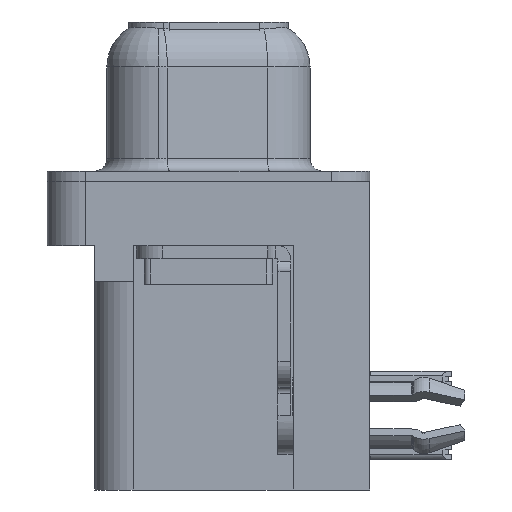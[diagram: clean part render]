
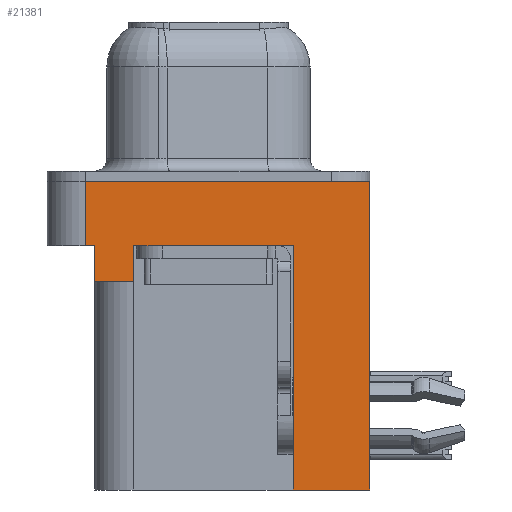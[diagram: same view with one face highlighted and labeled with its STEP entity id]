
A CAD part, left-side view. The second image highlights one B-rep face of the part: STEP entity #21381.
In plain terms, the highlighted planar face has unit normal (-1, 0, 0).
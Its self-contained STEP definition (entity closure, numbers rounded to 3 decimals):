
#201 = CARTESIAN_POINT ( 'NONE',  ( -2.91, -3.295, -12. ) ) ;
#273 = LINE ( 'NONE', #12354, #14364 ) ;
#482 = CARTESIAN_POINT ( 'NONE',  ( -2.91, -6.275, -2.5 ) ) ;
#706 = CARTESIAN_POINT ( 'NONE',  ( -2.91, 4.425, -3.9 ) ) ;
#1098 = CARTESIAN_POINT ( 'NONE',  ( -2.91, 4.775, -2.5 ) ) ;
#1877 = FACE_OUTER_BOUND ( 'NONE', #4685, .T. ) ;
#2172 = DIRECTION ( 'NONE',  ( 0., 1., 0. ) ) ;
#2884 = VECTOR ( 'NONE', #20176, 1000. ) ;
#3076 = LINE ( 'NONE', #3330, #6176 ) ;
#3314 = ORIENTED_EDGE ( 'NONE', *, *, #13331, .T. ) ;
#3330 = CARTESIAN_POINT ( 'NONE',  ( -2.91, 4.775, -2.5 ) ) ;
#3747 = LINE ( 'NONE', #19238, #23765 ) ;
#3819 = ORIENTED_EDGE ( 'NONE', *, *, #6719, .F. ) ;
#4505 = LINE ( 'NONE', #706, #18593 ) ;
#4685 = EDGE_LOOP ( 'NONE', ( #3819, #25171, #3314, #9720, #15423, #16046, #14681, #25386, #7579, #7540 ) ) ;
#4989 = DIRECTION ( 'NONE',  ( 0., 0., 1. ) ) ;
#5018 = EDGE_CURVE ( 'NONE', #20162, #20968, #273, .T. ) ;
#5929 = LINE ( 'NONE', #15997, #15035 ) ;
#6176 = VECTOR ( 'NONE', #4989, 1000. ) ;
#6252 = CARTESIAN_POINT ( 'NONE',  ( -2.91, 2.895, -3.9 ) ) ;
#6719 = EDGE_CURVE ( 'NONE', #7535, #7574, #3747, .T. ) ;
#6770 = VERTEX_POINT ( 'NONE', #13384 ) ;
#7301 = VERTEX_POINT ( 'NONE', #18604 ) ;
#7535 = VERTEX_POINT ( 'NONE', #25679 ) ;
#7540 = ORIENTED_EDGE ( 'NONE', *, *, #22815, .T. ) ;
#7574 = VERTEX_POINT ( 'NONE', #7584 ) ;
#7577 = DIRECTION ( 'NONE',  ( -1., 0., 0. ) ) ;
#7579 = ORIENTED_EDGE ( 'NONE', *, *, #5018, .F. ) ;
#7584 = CARTESIAN_POINT ( 'NONE',  ( -2.91, -6.275, 0. ) ) ;
#7906 = VERTEX_POINT ( 'NONE', #24889 ) ;
#8055 = CARTESIAN_POINT ( 'NONE',  ( -2.91, 4.425, -3.9 ) ) ;
#9585 = CARTESIAN_POINT ( 'NONE',  ( -2.91, -6.275, -2.5 ) ) ;
#9630 = DIRECTION ( 'NONE',  ( 0., -1., 0. ) ) ;
#9720 = ORIENTED_EDGE ( 'NONE', *, *, #23583, .F. ) ;
#9915 = EDGE_CURVE ( 'NONE', #7301, #7906, #4505, .T. ) ;
#10269 = VECTOR ( 'NONE', #20217, 1000. ) ;
#10435 = AXIS2_PLACEMENT_3D ( 'NONE', #9585, #7577, #25508 ) ;
#10449 = EDGE_CURVE ( 'NONE', #6770, #18937, #16382, .T. ) ;
#11303 = LINE ( 'NONE', #17645, #21582 ) ;
#12354 = CARTESIAN_POINT ( 'NONE',  ( -2.91, -3.295, -12. ) ) ;
#12902 = DIRECTION ( 'NONE',  ( 0., 1., 0. ) ) ;
#13331 = EDGE_CURVE ( 'NONE', #17970, #19288, #11303, .T. ) ;
#13384 = CARTESIAN_POINT ( 'NONE',  ( -2.91, 2.895, -2.5 ) ) ;
#13573 = VECTOR ( 'NONE', #18254, 1000. ) ;
#14148 = VECTOR ( 'NONE', #22506, 1000. ) ;
#14364 = VECTOR ( 'NONE', #2172, 1000. ) ;
#14681 = ORIENTED_EDGE ( 'NONE', *, *, #10449, .T. ) ;
#15035 = VECTOR ( 'NONE', #22108, 1000. ) ;
#15207 = EDGE_CURVE ( 'NONE', #7301, #6770, #19644, .T. ) ;
#15423 = ORIENTED_EDGE ( 'NONE', *, *, #9915, .F. ) ;
#15703 = LINE ( 'NONE', #8055, #2884 ) ;
#15997 = CARTESIAN_POINT ( 'NONE',  ( -2.91, -3.295, -12. ) ) ;
#16046 = ORIENTED_EDGE ( 'NONE', *, *, #15207, .T. ) ;
#16382 = LINE ( 'NONE', #482, #13573 ) ;
#17267 = EDGE_CURVE ( 'NONE', #17970, #7535, #3076, .T. ) ;
#17645 = CARTESIAN_POINT ( 'NONE',  ( -2.91, -6.275, -2.5 ) ) ;
#17970 = VERTEX_POINT ( 'NONE', #1098 ) ;
#18254 = DIRECTION ( 'NONE',  ( 0., -1., 0. ) ) ;
#18593 = VECTOR ( 'NONE', #12902, 1000. ) ;
#18604 = CARTESIAN_POINT ( 'NONE',  ( -2.91, 2.895, -3.9 ) ) ;
#18904 = DIRECTION ( 'NONE',  ( 0., -1., 0. ) ) ;
#18937 = VERTEX_POINT ( 'NONE', #22496 ) ;
#19238 = CARTESIAN_POINT ( 'NONE',  ( -2.91, -6.275, 0. ) ) ;
#19288 = VERTEX_POINT ( 'NONE', #24123 ) ;
#19496 = LINE ( 'NONE', #24439, #14148 ) ;
#19644 = LINE ( 'NONE', #6252, #10269 ) ;
#20162 = VERTEX_POINT ( 'NONE', #21066 ) ;
#20176 = DIRECTION ( 'NONE',  ( 0., 0., 1. ) ) ;
#20217 = DIRECTION ( 'NONE',  ( 0., 0., 1. ) ) ;
#20968 = VERTEX_POINT ( 'NONE', #201 ) ;
#21066 = CARTESIAN_POINT ( 'NONE',  ( -2.91, -6.275, -12. ) ) ;
#21381 = ADVANCED_FACE ( 'NONE', ( #1877 ), #25341, .T. ) ;
#21582 = VECTOR ( 'NONE', #9630, 1000. ) ;
#22108 = DIRECTION ( 'NONE',  ( 0., 0., 1. ) ) ;
#22496 = CARTESIAN_POINT ( 'NONE',  ( -2.91, -3.295, -2.5 ) ) ;
#22506 = DIRECTION ( 'NONE',  ( 0., 0., 1. ) ) ;
#22815 = EDGE_CURVE ( 'NONE', #20162, #7574, #19496, .T. ) ;
#23583 = EDGE_CURVE ( 'NONE', #7906, #19288, #15703, .T. ) ;
#23765 = VECTOR ( 'NONE', #18904, 1000. ) ;
#24123 = CARTESIAN_POINT ( 'NONE',  ( -2.91, 4.425, -2.5 ) ) ;
#24439 = CARTESIAN_POINT ( 'NONE',  ( -2.91, -6.275, -2.5 ) ) ;
#24629 = EDGE_CURVE ( 'NONE', #20968, #18937, #5929, .T. ) ;
#24889 = CARTESIAN_POINT ( 'NONE',  ( -2.91, 4.425, -3.9 ) ) ;
#25171 = ORIENTED_EDGE ( 'NONE', *, *, #17267, .F. ) ;
#25341 = PLANE ( 'NONE',  #10435 ) ;
#25386 = ORIENTED_EDGE ( 'NONE', *, *, #24629, .F. ) ;
#25508 = DIRECTION ( 'NONE',  ( 0., 0., 1. ) ) ;
#25679 = CARTESIAN_POINT ( 'NONE',  ( -2.91, 4.775, 0. ) ) ;
